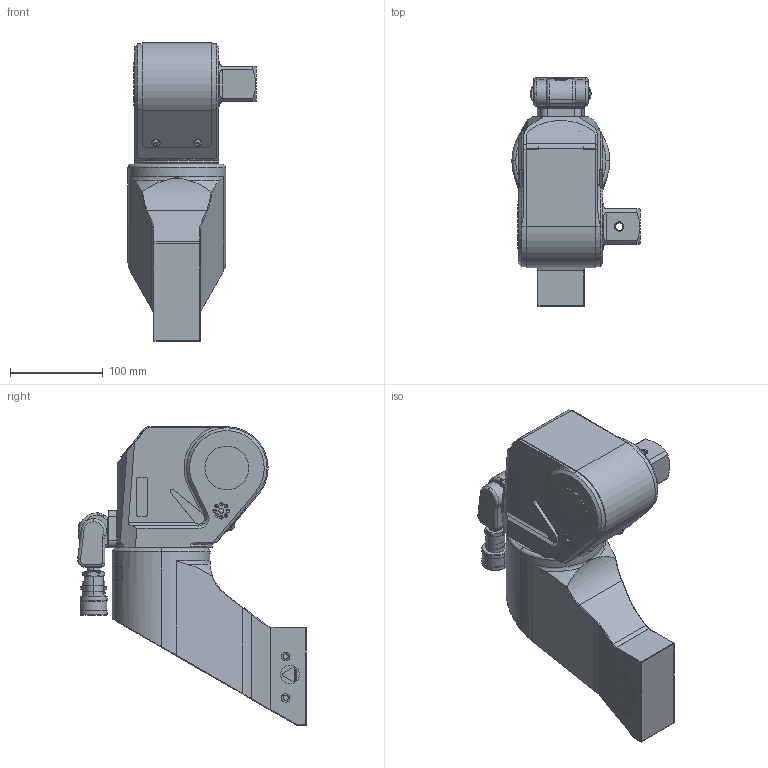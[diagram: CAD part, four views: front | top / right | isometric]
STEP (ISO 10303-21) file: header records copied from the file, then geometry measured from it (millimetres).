
FILE_DESCRIPTION (( 'STEP AP203' ), '1' );
FILE_NAME ('RT-08_8434 2010 13.STEP', '2018-07-24T15:43:13', ( '' ), ( '' ), 'SwSTEP 2.0', 'SolidWorks 2017', '' );
FILE_SCHEMA (( 'CONFIG_CONTROL_DESIGN' ));
Length unit declared in the file: millimetre
Products named in the file (1): RT-08_8434 2010 13
Bounding box: 137.92 x 246.08 x 321.19 mm (x, y, z)
Volume: 3030338.9 mm3; surface area: 248657 mm2
Topology: 1 solids, 10 shells, 995 faces, 2604 edges, 1706 vertices
Faces by surface type: plane 371, cylinder 284, bspline 125, torus 95, cone 78, sphere 42
Entity records: 40040 total; most frequent: CARTESIAN_POINT 16105, ORIENTED_EDGE 5200, DIRECTION 4659, EDGE_CURVE 2600, AXIS2_PLACEMENT_3D 1712, VERTEX_POINT 1706, VECTOR 1235, LINE 1235
